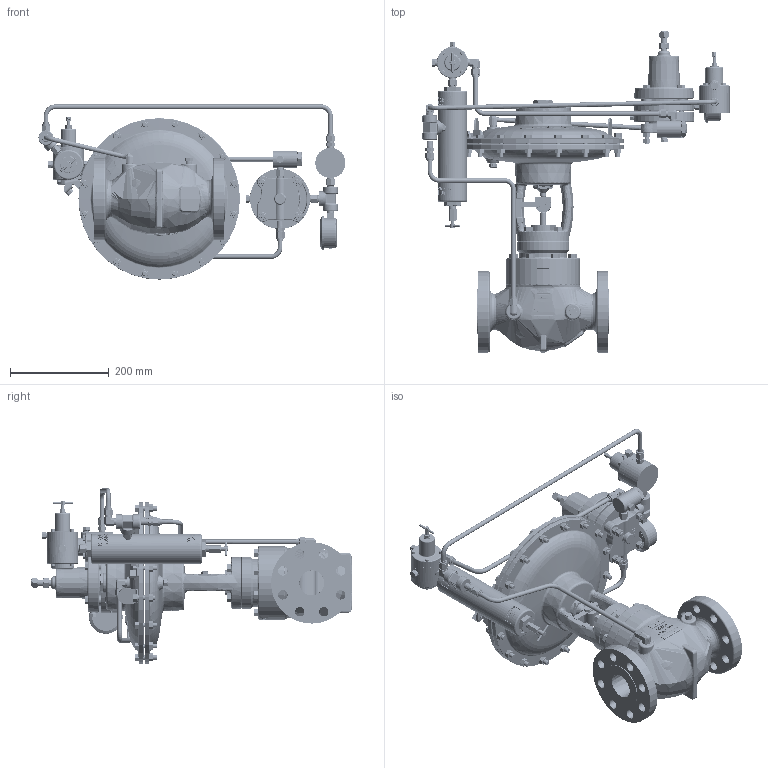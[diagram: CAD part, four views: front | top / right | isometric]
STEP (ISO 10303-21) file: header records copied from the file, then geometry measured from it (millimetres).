
FILE_DESCRIPTION (( 'STEP AP214' ), '1' );
FILE_NAME ('CVC2300RF30-HPBP.STEP', '2022-06-23T17:59:44', ( '' ), ( '' ), 'SwSTEP 2.0', 'SolidWorks 2019', '' );
FILE_SCHEMA (( 'AUTOMOTIVE_DESIGN' ));
Length unit declared in the file: inch
Products named in the file (1): CVC2300RF30-HPBP
Bounding box: 622.35 x 650.68 x 355.27 mm (x, y, z)
Volume: 8513023.1 mm3; surface area: 1235958.9 mm2
Topology: 2 solids, 2 shells, 8916 faces, 22989 edges, 14459 vertices
Faces by surface type: plane 3612, bspline 2599, cone 1138, cylinder 1042, torus 400, sphere 125
Entity records: 625920 total; most frequent: CARTESIAN_POINT 356387, ORIENTED_EDGE 45702, DIRECTION 31935, EDGE_CURVE 22851, VERTEX_POINT 14457, AXIS2_PLACEMENT_3D 11176, LINE 9583, VECTOR 9583
